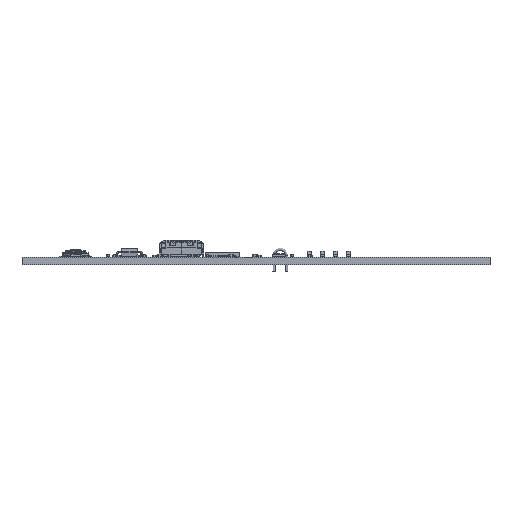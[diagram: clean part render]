
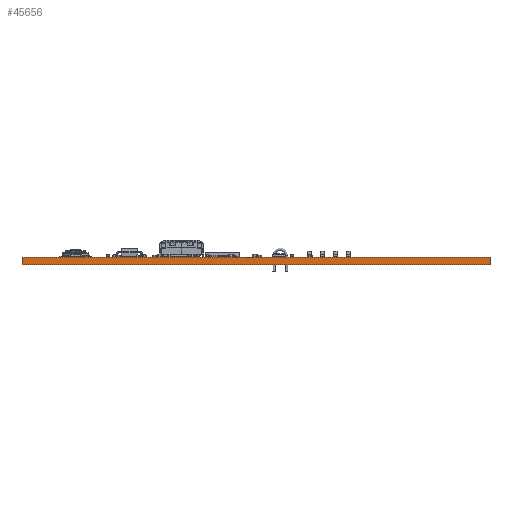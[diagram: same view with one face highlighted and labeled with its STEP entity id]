
A CAD part, front view. The second image highlights one B-rep face of the part: STEP entity #45656.
In plain terms, the highlighted planar face has unit normal (0, -1, 0).
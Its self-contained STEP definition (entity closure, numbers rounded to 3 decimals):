
#44216 = VERTEX_POINT('',#44217);
#44217 = CARTESIAN_POINT('',(197.5,-149.75,1.6));
#44223 = EDGE_CURVE('',#44224,#44216,#44226,.T.);
#44224 = VERTEX_POINT('',#44225);
#44225 = CARTESIAN_POINT('',(197.5,-149.75,0.));
#44226 = LINE('',#44227,#44228);
#44227 = CARTESIAN_POINT('',(197.5,-149.75,0.));
#44228 = VECTOR('',#44229,1.);
#44229 = DIRECTION('',(0.,0.,1.));
#44272 = VERTEX_POINT('',#44273);
#44273 = CARTESIAN_POINT('',(102.5,-149.75,0.));
#44279 = EDGE_CURVE('',#44224,#44272,#44280,.T.);
#44280 = LINE('',#44281,#44282);
#44281 = CARTESIAN_POINT('',(197.5,-149.75,0.));
#44282 = VECTOR('',#44283,1.);
#44283 = DIRECTION('',(-1.,0.,0.));
#44971 = VERTEX_POINT('',#44972);
#44972 = CARTESIAN_POINT('',(102.5,-149.75,1.6));
#44978 = EDGE_CURVE('',#44216,#44971,#44979,.T.);
#44979 = LINE('',#44980,#44981);
#44980 = CARTESIAN_POINT('',(197.5,-149.75,1.6));
#44981 = VECTOR('',#44982,1.);
#44982 = DIRECTION('',(-1.,0.,0.));
#45656 = ADVANCED_FACE('',(#45657),#45668,.T.);
#45657 = FACE_BOUND('',#45658,.T.);
#45658 = EDGE_LOOP('',(#45659,#45660,#45661,#45667));
#45659 = ORIENTED_EDGE('',*,*,#44223,.T.);
#45660 = ORIENTED_EDGE('',*,*,#44978,.T.);
#45661 = ORIENTED_EDGE('',*,*,#45662,.F.);
#45662 = EDGE_CURVE('',#44272,#44971,#45663,.T.);
#45663 = LINE('',#45664,#45665);
#45664 = CARTESIAN_POINT('',(102.5,-149.75,0.));
#45665 = VECTOR('',#45666,1.);
#45666 = DIRECTION('',(0.,0.,1.));
#45667 = ORIENTED_EDGE('',*,*,#44279,.F.);
#45668 = PLANE('',#45669);
#45669 = AXIS2_PLACEMENT_3D('',#45670,#45671,#45672);
#45670 = CARTESIAN_POINT('',(197.5,-149.75,0.));
#45671 = DIRECTION('',(0.,-1.,0.));
#45672 = DIRECTION('',(-1.,0.,0.));
